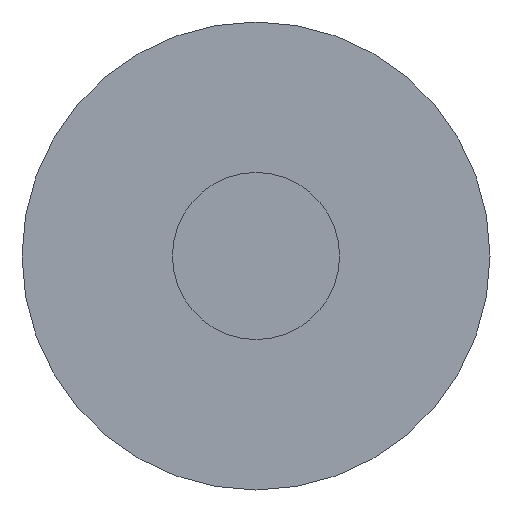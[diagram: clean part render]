
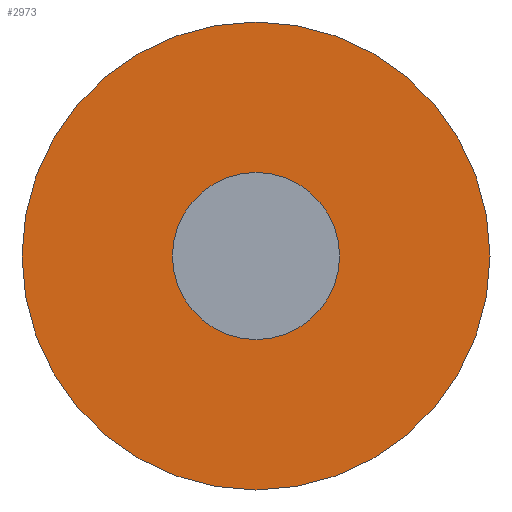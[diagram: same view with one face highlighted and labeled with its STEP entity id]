
A CAD part, left-side view. The second image highlights one B-rep face of the part: STEP entity #2973.
In plain terms, the highlighted planar face has unit normal (-1, 0, 0).
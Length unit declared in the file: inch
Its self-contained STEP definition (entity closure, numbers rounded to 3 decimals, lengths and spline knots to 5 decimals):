
#38 = CARTESIAN_POINT ( 'NONE',  ( 1.25, 0., 0. ) ) ;
#49 = EDGE_CURVE ( 'NONE', #1533, #1223, #1472, .T. ) ;
#297 = ORIENTED_EDGE ( 'NONE', *, *, #976, .T. ) ;
#311 = AXIS2_PLACEMENT_3D ( 'NONE', #2548, #3366, #1787 ) ;
#372 = VERTEX_POINT ( 'NONE', #1261 ) ;
#624 = DIRECTION ( 'NONE',  ( 0., 0., 1. ) ) ;
#656 = PLANE ( 'NONE',  #311 ) ;
#784 = DIRECTION ( 'NONE',  ( -1., 0., 0. ) ) ;
#913 = EDGE_LOOP ( 'NONE', ( #3202, #297 ) ) ;
#920 = FACE_BOUND ( 'NONE', #2416, .T. ) ;
#976 = EDGE_CURVE ( 'NONE', #372, #3030, #990, .T. ) ;
#990 = CIRCLE ( 'NONE', #2035, 7. ) ;
#1180 = CIRCLE ( 'NONE', #1357, 2.5 ) ;
#1196 = DIRECTION ( 'NONE',  ( 0., 0., -1. ) ) ;
#1223 = VERTEX_POINT ( 'NONE', #1707 ) ;
#1261 = CARTESIAN_POINT ( 'NONE',  ( 1.25, 0., -7. ) ) ;
#1357 = AXIS2_PLACEMENT_3D ( 'NONE', #2215, #1375, #1902 ) ;
#1375 = DIRECTION ( 'NONE',  ( 1., 0., 0. ) ) ;
#1472 = CIRCLE ( 'NONE', #3246, 2.5 ) ;
#1533 = VERTEX_POINT ( 'NONE', #2267 ) ;
#1707 = CARTESIAN_POINT ( 'NONE',  ( 1.25, 0., 2.5 ) ) ;
#1787 = DIRECTION ( 'NONE',  ( 0., 0., -1. ) ) ;
#1902 = DIRECTION ( 'NONE',  ( 0., 0., -1. ) ) ;
#2030 = FACE_OUTER_BOUND ( 'NONE', #913, .T. ) ;
#2035 = AXIS2_PLACEMENT_3D ( 'NONE', #3419, #2625, #624 ) ;
#2198 = EDGE_CURVE ( 'NONE', #3030, #372, #3542, .T. ) ;
#2215 = CARTESIAN_POINT ( 'NONE',  ( 1.25, 0., 0. ) ) ;
#2267 = CARTESIAN_POINT ( 'NONE',  ( 1.25, 0., -2.5 ) ) ;
#2383 = ORIENTED_EDGE ( 'NONE', *, *, #2636, .T. ) ;
#2416 = EDGE_LOOP ( 'NONE', ( #2383, #2986 ) ) ;
#2548 = CARTESIAN_POINT ( 'NONE',  ( 1.25, 2.5, 0. ) ) ;
#2572 = DIRECTION ( 'NONE',  ( 1., 0., 0. ) ) ;
#2625 = DIRECTION ( 'NONE',  ( -1., 0., 0. ) ) ;
#2636 = EDGE_CURVE ( 'NONE', #1223, #1533, #1180, .T. ) ;
#2857 = AXIS2_PLACEMENT_3D ( 'NONE', #3254, #784, #2971 ) ;
#2971 = DIRECTION ( 'NONE',  ( 0., 0., 1. ) ) ;
#2973 = ADVANCED_FACE ( 'NONE', ( #920, #2030 ), #656, .F. ) ;
#2986 = ORIENTED_EDGE ( 'NONE', *, *, #49, .T. ) ;
#3030 = VERTEX_POINT ( 'NONE', #3403 ) ;
#3202 = ORIENTED_EDGE ( 'NONE', *, *, #2198, .T. ) ;
#3246 = AXIS2_PLACEMENT_3D ( 'NONE', #38, #2572, #1196 ) ;
#3254 = CARTESIAN_POINT ( 'NONE',  ( 1.25, 0., 0. ) ) ;
#3366 = DIRECTION ( 'NONE',  ( 1., 0., 0. ) ) ;
#3403 = CARTESIAN_POINT ( 'NONE',  ( 1.25, 0., 7. ) ) ;
#3419 = CARTESIAN_POINT ( 'NONE',  ( 1.25, 0., 0. ) ) ;
#3542 = CIRCLE ( 'NONE', #2857, 7. ) ;
